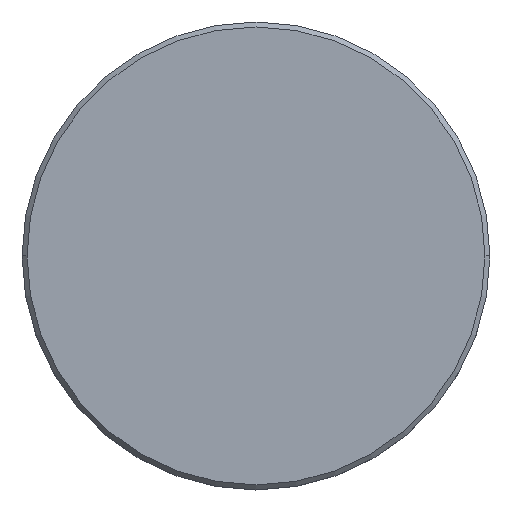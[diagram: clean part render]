
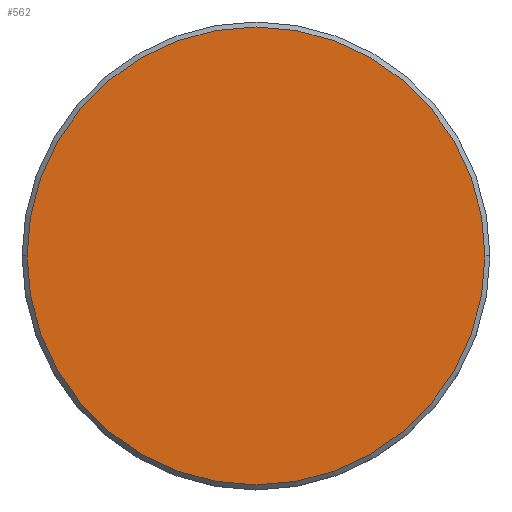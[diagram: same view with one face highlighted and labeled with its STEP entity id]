
A CAD part, top view. The second image highlights one B-rep face of the part: STEP entity #562.
In plain terms, the highlighted planar face has unit normal (0, 0, 1).
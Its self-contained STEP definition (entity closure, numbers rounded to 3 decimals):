
#21 = AXIS2_PLACEMENT_3D ( 'NONE', #506, #878, #1100 ) ;
#34 = CARTESIAN_POINT ( 'NONE',  ( 0., 0., 0. ) ) ;
#120 = EDGE_CURVE ( 'NONE', #674, #333, #145, .T. ) ;
#145 = CIRCLE ( 'NONE', #21, 23. ) ;
#291 = CARTESIAN_POINT ( 'NONE',  ( 23., 0., 0. ) ) ;
#310 = EDGE_CURVE ( 'NONE', #333, #674, #567, .T. ) ;
#320 = AXIS2_PLACEMENT_3D ( 'NONE', #637, #344, #805 ) ;
#333 = VERTEX_POINT ( 'NONE', #291 ) ;
#344 = DIRECTION ( 'NONE',  ( 0., 0., 1. ) ) ;
#437 = AXIS2_PLACEMENT_3D ( 'NONE', #34, #578, #1113 ) ;
#444 = ORIENTED_EDGE ( 'NONE', *, *, #120, .T. ) ;
#506 = CARTESIAN_POINT ( 'NONE',  ( 0., 0., 0. ) ) ;
#529 = EDGE_LOOP ( 'NONE', ( #444, #859 ) ) ;
#542 = PLANE ( 'NONE',  #320 ) ;
#562 = ADVANCED_FACE ( 'NONE', ( #891 ), #542, .T. ) ;
#567 = CIRCLE ( 'NONE', #437, 23. ) ;
#578 = DIRECTION ( 'NONE',  ( 0., 0., 1. ) ) ;
#637 = CARTESIAN_POINT ( 'NONE',  ( 0., 0., 0. ) ) ;
#674 = VERTEX_POINT ( 'NONE', #999 ) ;
#805 = DIRECTION ( 'NONE',  ( 1., 0., 0. ) ) ;
#859 = ORIENTED_EDGE ( 'NONE', *, *, #310, .T. ) ;
#878 = DIRECTION ( 'NONE',  ( 0., 0., 1. ) ) ;
#891 = FACE_OUTER_BOUND ( 'NONE', #529, .T. ) ;
#999 = CARTESIAN_POINT ( 'NONE',  ( -23., 0., 0. ) ) ;
#1100 = DIRECTION ( 'NONE',  ( 1., 0., 0. ) ) ;
#1113 = DIRECTION ( 'NONE',  ( 1., 0., 0. ) ) ;
